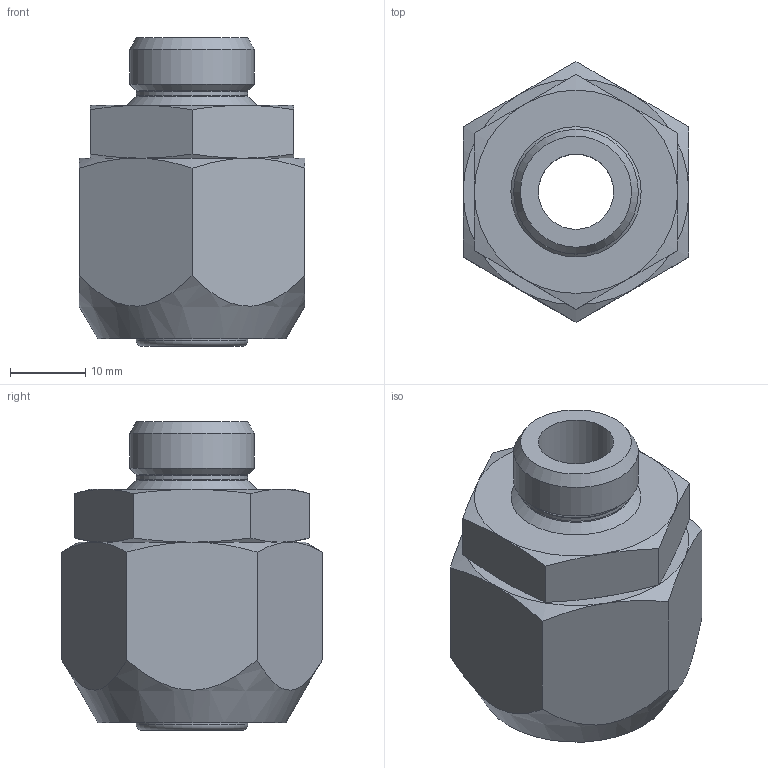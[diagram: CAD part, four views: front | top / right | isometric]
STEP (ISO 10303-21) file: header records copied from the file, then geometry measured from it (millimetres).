
FILE_DESCRIPTION(/* description */ (''),/* implementation_level */ '2;1');
FILE_NAME(/* name */ 'cx_3813_a.stp',/* time_stamp */ '2017-04-18T09:15:44+02:00',/* author */ ('leitheußer'),/* organization */ (''),/* preprocessor_version */ 'ST-DEVELOPER v15.6',/* originating_system */ 'Autodesk Inventor LT ',/* authorisation */ '');
FILE_SCHEMA (('AUTOMOTIVE_DESIGN { 1 0 10303 214 3 1 1 }'));
Length unit declared in the file: millimetre
Products named in the file (1): 68-0613
Bounding box: 30 x 34.64 x 41 mm (x, y, z)
Volume: 18776 mm3; surface area: 7714.7 mm2
Topology: 1 solids, 1 shells, 55 faces, 117 edges, 70 vertices
Faces by surface type: cone 24, plane 20, cylinder 6, torus 5
Full cylindrical faces by diameter (mm): 10 x1, 11 x1, 14.75 x1, 15 x1, 16.56 x1, 20.4 x1
Entity records: 1323 total; most frequent: CARTESIAN_POINT 300, DIRECTION 206, ORIENTED_EDGE 190, AXIS2_PLACEMENT_3D 97, EDGE_CURVE 95, EDGE_LOOP 80, VERTEX_POINT 65, FACE_OUTER_BOUND 55
